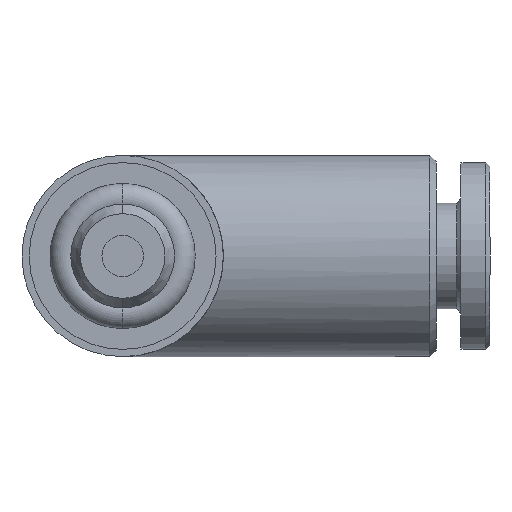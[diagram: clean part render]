
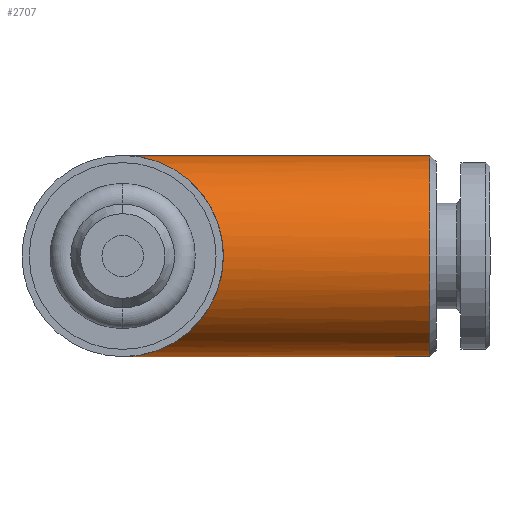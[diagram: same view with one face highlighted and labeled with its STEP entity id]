
A CAD part, front view. The second image highlights one B-rep face of the part: STEP entity #2707.
In plain terms, the highlighted cylindrical face has radius 4.85 mm (diameter 9.7 mm), a partial arc.
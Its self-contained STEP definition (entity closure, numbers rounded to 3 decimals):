
#1385 = CARTESIAN_POINT ( 'NONE',  ( 14.8, 12., 4.85 ) ) ;
#1391 = CARTESIAN_POINT ( 'NONE',  ( 14.8, 12., -4.85 ) ) ;
#1439 = DIRECTION ( 'NONE',  ( -1., 0., 0. ) ) ;
#1440 = CARTESIAN_POINT ( 'NONE',  ( -5.577, 12., -4.85 ) ) ;
#1441 = LINE ( 'NONE', #1440, #1470 ) ;
#1470 = VECTOR ( 'NONE', #1439, 1000. ) ;
#1518 = CARTESIAN_POINT ( 'NONE',  ( 0., 12., -4.85 ) ) ;
#1658 =( BOUNDED_CURVE ( )  B_SPLINE_CURVE ( 3, ( #1722, #1721, #1720, #1719 ),
 .UNSPECIFIED., .F., .T. ) 
 B_SPLINE_CURVE_WITH_KNOTS ( ( 4, 4 ),
 ( 4.712, 7.854 ),
 .UNSPECIFIED. ) 
 CURVE ( )  GEOMETRIC_REPRESENTATION_ITEM ( )  RATIONAL_B_SPLINE_CURVE ( ( 1., 0.333, 0.333, 1. ) ) 
 REPRESENTATION_ITEM ( '' )  );
#1660 = CARTESIAN_POINT ( 'NONE',  ( 0., 12., 4.85 ) ) ;
#1712 = DIRECTION ( 'NONE',  ( -1., 0., 0. ) ) ;
#1713 = VECTOR ( 'NONE', #1712, 1000. ) ;
#1714 = CARTESIAN_POINT ( 'NONE',  ( -5.577, 12., 4.85 ) ) ;
#1715 = LINE ( 'NONE', #1714, #1713 ) ;
#1719 = CARTESIAN_POINT ( 'NONE',  ( 0., 12., -4.85 ) ) ;
#1720 = CARTESIAN_POINT ( 'NONE',  ( 9.7, 2.3, -4.85 ) ) ;
#1721 = CARTESIAN_POINT ( 'NONE',  ( 9.7, 2.3, 4.85 ) ) ;
#1722 = CARTESIAN_POINT ( 'NONE',  ( 0., 12., 4.85 ) ) ;
#2079 = DIRECTION ( 'NONE',  ( 0., 0., 1. ) ) ;
#2080 = DIRECTION ( 'NONE',  ( -1., 0., 0. ) ) ;
#2081 = CARTESIAN_POINT ( 'NONE',  ( -5.577, 12., 0. ) ) ;
#2116 = AXIS2_PLACEMENT_3D ( 'NONE', #2081, #2080, #2079 ) ;
#2117 = CYLINDRICAL_SURFACE ( 'NONE', #2116, 4.85 ) ;
#2118 = FACE_OUTER_BOUND ( 'NONE', #2594, .T. ) ;
#2119 = DIRECTION ( 'NONE',  ( 0., 0., 1. ) ) ;
#2120 = DIRECTION ( 'NONE',  ( -1., 0., 0. ) ) ;
#2121 = CARTESIAN_POINT ( 'NONE',  ( 14.8, 12., 0. ) ) ;
#2122 = AXIS2_PLACEMENT_3D ( 'NONE', #2121, #2120, #2119 ) ;
#2123 = CIRCLE ( 'NONE', #2122, 4.85 ) ;
#2385 = VERTEX_POINT ( 'NONE', #1391 ) ;
#2388 = VERTEX_POINT ( 'NONE', #1385 ) ;
#2414 = EDGE_CURVE ( 'NONE', #2385, #2475, #1441, .T. ) ;
#2475 = VERTEX_POINT ( 'NONE', #1518 ) ;
#2550 = EDGE_CURVE ( 'NONE', #2551, #2475, #1658, .T. ) ;
#2551 = VERTEX_POINT ( 'NONE', #1660 ) ;
#2555 = EDGE_CURVE ( 'NONE', #2388, #2551, #1715, .T. ) ;
#2594 = EDGE_LOOP ( 'NONE', ( #2697, #2621, #2626, #2688 ) ) ;
#2621 = ORIENTED_EDGE ( 'NONE', *, *, #2705, .T. ) ;
#2626 = ORIENTED_EDGE ( 'NONE', *, *, #2555, .T. ) ;
#2688 = ORIENTED_EDGE ( 'NONE', *, *, #2550, .T. ) ;
#2697 = ORIENTED_EDGE ( 'NONE', *, *, #2414, .F. ) ;
#2705 = EDGE_CURVE ( 'NONE', #2385, #2388, #2123, .T. ) ;
#2707 = ADVANCED_FACE ( 'NONE', ( #2118 ), #2117, .T. ) ;
